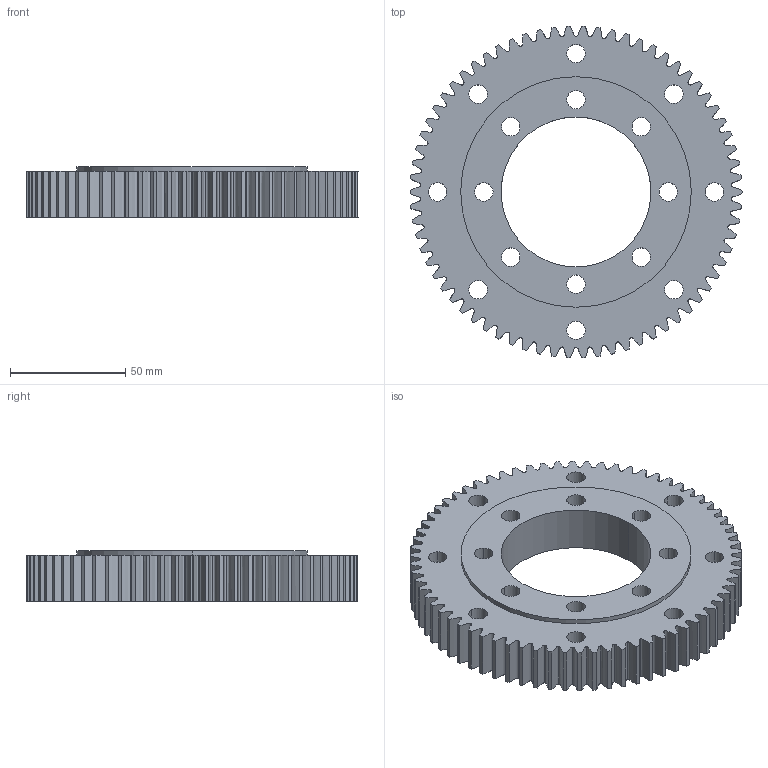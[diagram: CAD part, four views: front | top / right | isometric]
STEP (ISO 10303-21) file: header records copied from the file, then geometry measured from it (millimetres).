
FILE_DESCRIPTION (( 'STEP AP203' ), '1' );
FILE_NAME ('011.10.100梓袧佪謂.STEP', '2022-06-01T08:45:33', ( 'Windows 蚚誧' ), ( 'Organization' ), 'SwSTEP 2.0', 'SolidWorks 2016', '' );
FILE_SCHEMA (( 'CONFIG_CONTROL_DESIGN' ));
Length unit declared in the file: millimetre
Products named in the file (1): 011.10.100梓袧佪謂
Bounding box: 144 x 143.92 x 22 mm (x, y, z)
Volume: 225072.3 mm3; surface area: 52818.7 mm2
Topology: 1 solids, 1 shells, 323 faces, 957 edges, 638 vertices
Faces by surface type: cylinder 179, bspline 140, plane 4
Entity records: 15834 total; most frequent: CARTESIAN_POINT 7659, ORIENTED_EDGE 1914, DIRECTION 1403, EDGE_CURVE 957, VERTEX_POINT 638, AXIS2_PLACEMENT_3D 542, EDGE_LOOP 359, CIRCLE 358
